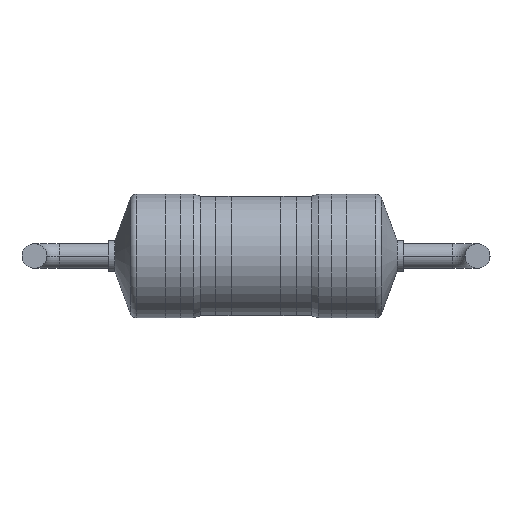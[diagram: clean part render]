
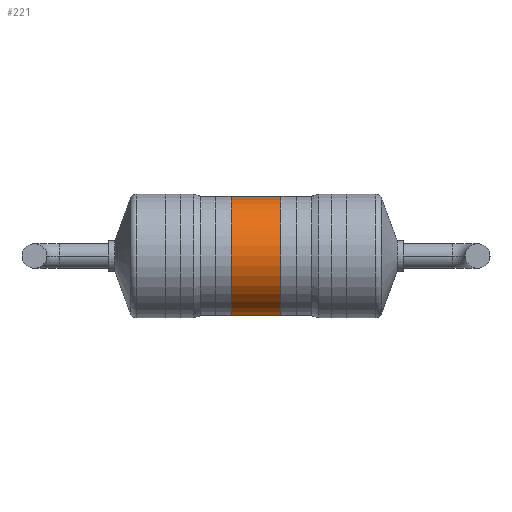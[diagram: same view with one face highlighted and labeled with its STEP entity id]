
A CAD part, front view. The second image highlights one B-rep face of the part: STEP entity #221.
In plain terms, the highlighted cylindrical face has radius 1.927 mm (diameter 3.854 mm), a partial arc.
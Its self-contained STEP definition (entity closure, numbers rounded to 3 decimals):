
#9 = ORIENTED_EDGE ( 'NONE', *, *, #43, .T. ) ;
#43 = EDGE_CURVE ( 'NONE', #963, #2169, #426, .T. ) ;
#88 = DIRECTION ( 'NONE',  ( 0., 0., 1. ) ) ;
#144 = LINE ( 'NONE', #1865, #1266 ) ;
#172 = CARTESIAN_POINT ( 'NONE',  ( 0.804, 2., 0. ) ) ;
#221 = ADVANCED_FACE ( 'NONE', ( #986 ), #1084, .T. ) ;
#319 = DIRECTION ( 'NONE',  ( 1., 0., 0. ) ) ;
#333 = ORIENTED_EDGE ( 'NONE', *, *, #382, .F. ) ;
#382 = EDGE_CURVE ( 'NONE', #1909, #2169, #144, .T. ) ;
#426 = CIRCLE ( 'NONE', #1440, 1.927 ) ;
#453 = DIRECTION ( 'NONE',  ( 1., 0., 0. ) ) ;
#470 = DIRECTION ( 'NONE',  ( 1., 0., 0. ) ) ;
#505 = EDGE_CURVE ( 'NONE', #886, #963, #2367, .T. ) ;
#549 = VECTOR ( 'NONE', #319, 1000. ) ;
#597 = DIRECTION ( 'NONE',  ( 0., 0., -1. ) ) ;
#692 = AXIS2_PLACEMENT_3D ( 'NONE', #1366, #470, #88 ) ;
#788 = CARTESIAN_POINT ( 'NONE',  ( 4.75, 2., -1.927 ) ) ;
#877 = ORIENTED_EDGE ( 'NONE', *, *, #505, .T. ) ;
#886 = VERTEX_POINT ( 'NONE', #1501 ) ;
#963 = VERTEX_POINT ( 'NONE', #1190 ) ;
#986 = FACE_OUTER_BOUND ( 'NONE', #2282, .T. ) ;
#994 = ORIENTED_EDGE ( 'NONE', *, *, #1029, .F. ) ;
#1029 = EDGE_CURVE ( 'NONE', #886, #1909, #1436, .T. ) ;
#1083 = CARTESIAN_POINT ( 'NONE',  ( -0.804, 2., 1.927 ) ) ;
#1084 = CYLINDRICAL_SURFACE ( 'NONE', #692, 1.927 ) ;
#1190 = CARTESIAN_POINT ( 'NONE',  ( 0.804, 2., -1.927 ) ) ;
#1266 = VECTOR ( 'NONE', #453, 1000. ) ;
#1366 = CARTESIAN_POINT ( 'NONE',  ( 4.75, 2., 0. ) ) ;
#1419 = AXIS2_PLACEMENT_3D ( 'NONE', #1743, #1969, #1608 ) ;
#1436 = CIRCLE ( 'NONE', #1419, 1.927 ) ;
#1440 = AXIS2_PLACEMENT_3D ( 'NONE', #172, #1659, #597 ) ;
#1501 = CARTESIAN_POINT ( 'NONE',  ( -0.804, 2., -1.927 ) ) ;
#1608 = DIRECTION ( 'NONE',  ( 0., 0., -1. ) ) ;
#1659 = DIRECTION ( 'NONE',  ( -1., 0., 0. ) ) ;
#1663 = CARTESIAN_POINT ( 'NONE',  ( 0.804, 2., 1.927 ) ) ;
#1743 = CARTESIAN_POINT ( 'NONE',  ( -0.804, 2., 0. ) ) ;
#1865 = CARTESIAN_POINT ( 'NONE',  ( 4.75, 2., 1.927 ) ) ;
#1909 = VERTEX_POINT ( 'NONE', #1083 ) ;
#1969 = DIRECTION ( 'NONE',  ( -1., 0., 0. ) ) ;
#2169 = VERTEX_POINT ( 'NONE', #1663 ) ;
#2282 = EDGE_LOOP ( 'NONE', ( #994, #877, #9, #333 ) ) ;
#2367 = LINE ( 'NONE', #788, #549 ) ;
